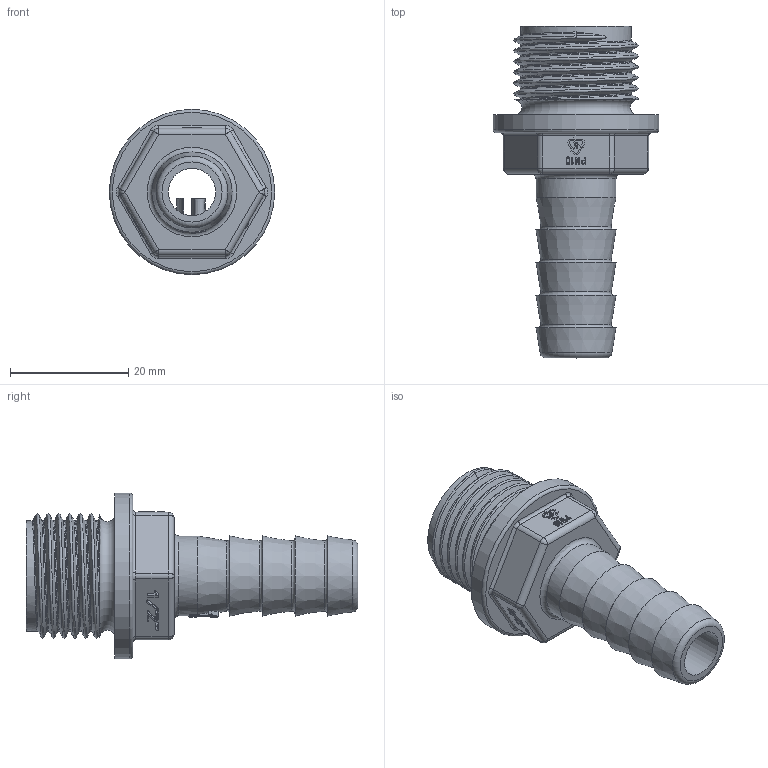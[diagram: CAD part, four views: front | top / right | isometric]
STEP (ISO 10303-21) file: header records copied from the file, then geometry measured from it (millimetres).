
FILE_DESCRIPTION(/* description */ (''),/* implementation_level */ '2;1');
FILE_NAME(/* name */ '外螺纹1-2x13.stp',/* time_stamp */ '2025-07-08T01:06:32+08:00',/* author */ (''),/* organization */ (''),/* preprocessor_version */ 'ST-DEVELOPER v16.7',/* originating_system */ 'SIEMENS PLM Software NX 12.0',/* authorisation */ '');
FILE_SCHEMA (('AUTOMOTIVE_DESIGN { 1 0 10303 214 3 1 1 1 }'));
Length unit declared in the file: millimetre
Products named in the file (1): Admi7C18C5381guk
Bounding box: 27.98 x 56.17 x 27.98 mm (x, y, z)
Surface area: 6495.8 mm2 (no closed solid volume)
Topology: 0 solids, 1 shells, 552 faces, 1535 edges, 1014 vertices
Faces by surface type: plane 382, extrusion 96, cylinder 35, torus 18, cone 10, sphere 6, bspline 5
Full cylindrical faces by diameter (mm): 0.937 x1, 1.414 x1, 8.024 x1, 13.536 x1, 14.042 x1, 18.687 x1, 27.983 x1
Entity records: 22260 total; most frequent: CARTESIAN_POINT 8684, ORIENTED_EDGE 2994, DIRECTION 2358, EDGE_CURVE 1497, VECTOR 1230, LINE 1134, VERTEX_POINT 1005, EDGE_LOOP 610
